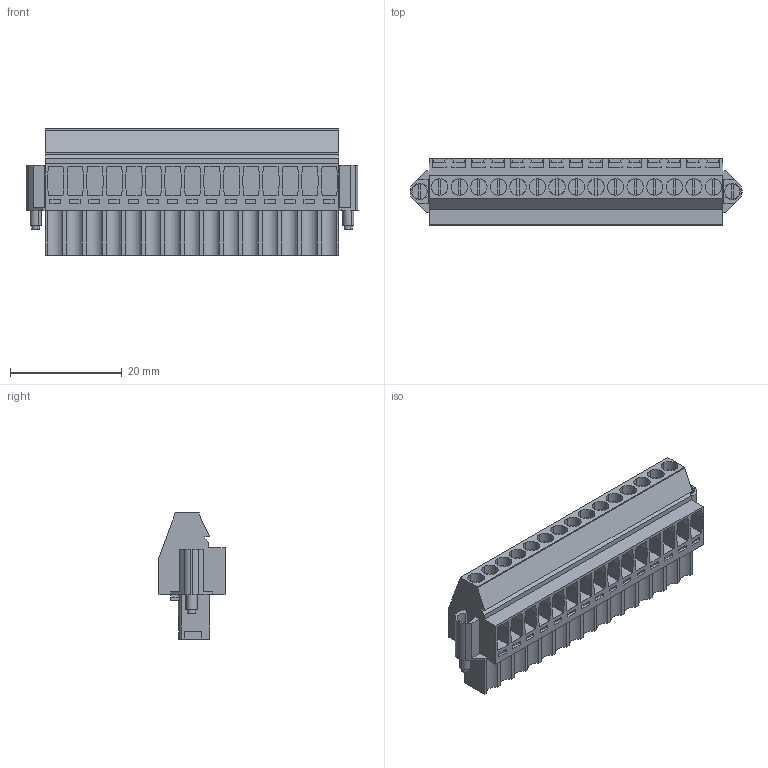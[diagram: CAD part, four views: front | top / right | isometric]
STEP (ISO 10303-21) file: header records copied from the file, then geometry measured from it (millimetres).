
FILE_DESCRIPTION(('CATIA V5 STEP Exchange','CAx-IF Rec.Pracs.--- Model Styling and Organization---1.2---2011-12-15'),'2;1');
FILE_NAME ('D1454140_0_1640060000_1640060000.stp','2017-04-20T09:14:53+00:00',('none'),('Weidmueller'),'CATIA Version 5-6 Release 2014','CATIA V5 STEP AP214','none');
FILE_SCHEMA(('AUTOMOTIVE_DESIGN { 1 0 10303 214 1 1 1 1 }'));
Length unit declared in the file: millimetre
Products named in the file (1): 1640060000
Bounding box: 59.44 x 11.83 x 22.6 mm (x, y, z)
Volume: 8126.1 mm3; surface area: 6859.9 mm2
Topology: 18 solids, 18 shells, 959 faces, 2632 edges, 1778 vertices
Faces by surface type: plane 795, cylinder 152, extrusion 12
Entity records: 28324 total; most frequent: CARTESIAN_POINT 5497, ORIENTED_EDGE 5264, DIRECTION 3694, EDGE_CURVE 2632, VECTOR 2158, LINE 2146, VERTEX_POINT 1778, EDGE_LOOP 1032
